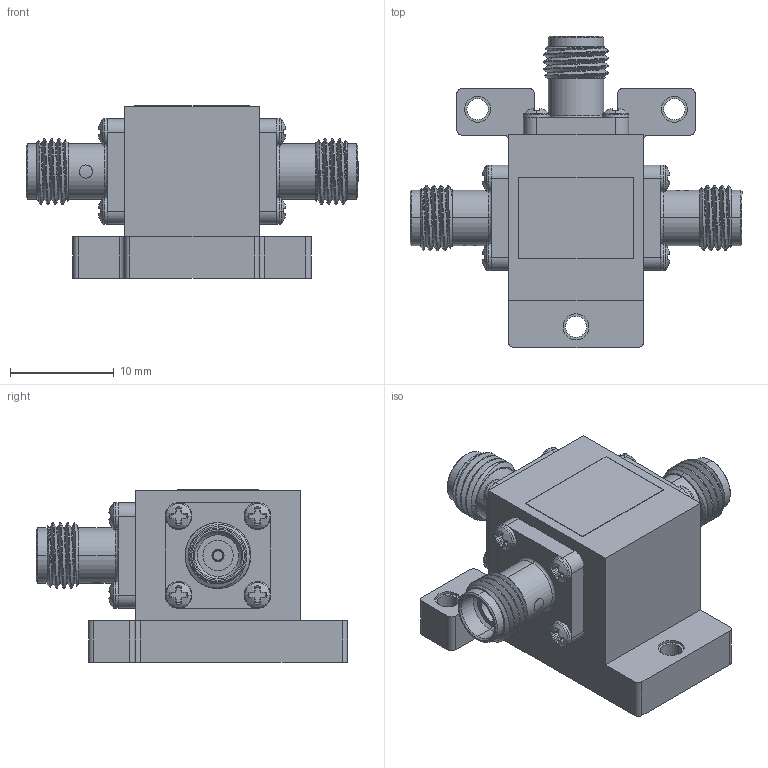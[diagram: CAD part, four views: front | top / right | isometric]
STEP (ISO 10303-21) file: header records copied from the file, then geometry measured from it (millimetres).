
FILE_DESCRIPTION (( 'STEP AP214' ), '1' );
FILE_NAME ('PE83CR1032 ¦ FMCR1032.step', '2020-04-21T15:24:40', ( '' ), ( '' ), 'SwSTEP 2.0', 'SolidWorks 2018', '' );
FILE_SCHEMA (( 'AUTOMOTIVE_DESIGN' ));
Length unit declared in the file: inch
Products named in the file (1): PE83CR1032 ｦ FMCR1032
Bounding box: 32.05 x 30.02 x 16.65 mm (x, y, z)
Volume: 4881.9 mm3; surface area: 3925.1 mm2
Topology: 5 solids, 5 shells, 593 faces, 1604 edges, 1046 vertices
Faces by surface type: plane 304, cylinder 123, cone 103, bspline 57, torus 6
Entity records: 22729 total; most frequent: CARTESIAN_POINT 8479, ORIENTED_EDGE 3208, DIRECTION 2688, EDGE_CURVE 1604, VERTEX_POINT 1046, AXIS2_PLACEMENT_3D 1018, VECTOR 652, LINE 652
